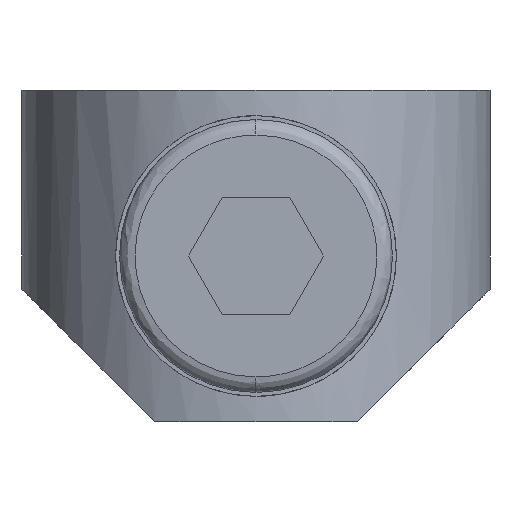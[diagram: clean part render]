
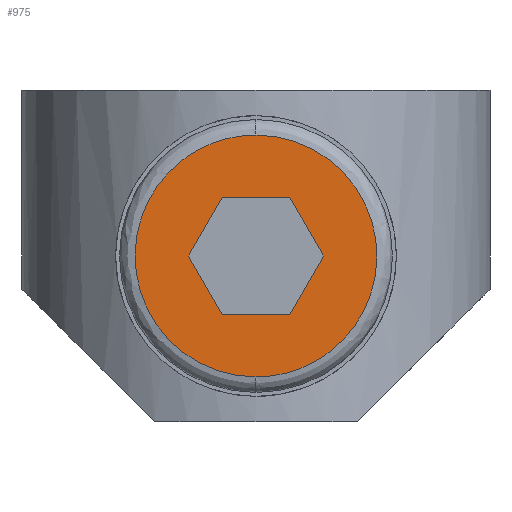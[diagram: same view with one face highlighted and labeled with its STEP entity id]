
A CAD part, front view. The second image highlights one B-rep face of the part: STEP entity #975.
In plain terms, the highlighted planar face has unit normal (0, -1, 0).
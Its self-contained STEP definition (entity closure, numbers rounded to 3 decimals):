
#591 =( BOUNDED_CURVE ( )  B_SPLINE_CURVE ( 3, ( #1083, #1095, #1096, #1097 ),
 .UNSPECIFIED., .F., .F. ) 
 B_SPLINE_CURVE_WITH_KNOTS ( ( 4, 4 ),
 ( 0.25, 0.75 ),
 .UNSPECIFIED. ) 
 CURVE ( )  GEOMETRIC_REPRESENTATION_ITEM ( )  RATIONAL_B_SPLINE_CURVE ( ( 1., 0.333, 0.333, 1. ) ) 
 REPRESENTATION_ITEM ( '' )  );
#615 =( BOUNDED_CURVE ( )  B_SPLINE_CURVE ( 3, ( #3342, #3348, #3349, #3350 ),
 .UNSPECIFIED., .F., .T. ) 
 B_SPLINE_CURVE_WITH_KNOTS ( ( 4, 4 ),
 ( 0.75, 1.25 ),
 .UNSPECIFIED. ) 
 CURVE ( )  GEOMETRIC_REPRESENTATION_ITEM ( )  RATIONAL_B_SPLINE_CURVE ( ( 1., 0.333, 0.333, 1. ) ) 
 REPRESENTATION_ITEM ( '' )  );
#640 = EDGE_CURVE ( 'NONE', #2444, #2377, #591, .T. ) ;
#844 = EDGE_CURVE ( 'NONE', #2389, #2455, #2215, .T. ) ;
#861 = EDGE_CURVE ( 'NONE', #2455, #2385, #2242, .T. ) ;
#864 = EDGE_CURVE ( 'NONE', #2374, #2389, #2240, .T. ) ;
#865 = EDGE_CURVE ( 'NONE', #2385, #2384, #2252, .T. ) ;
#871 = EDGE_CURVE ( 'NONE', #2384, #2386, #2257, .T. ) ;
#875 = EDGE_CURVE ( 'NONE', #2386, #2374, #2270, .T. ) ;
#975 = ADVANCED_FACE ( 'NONE', ( #3144, #3147 ), #3306, .T. ) ;
#1083 = CARTESIAN_POINT ( 'NONE',  ( 0., -3., -7.35 ) ) ;
#1095 = CARTESIAN_POINT ( 'NONE',  ( -6.2, -3., -7.35 ) ) ;
#1096 = CARTESIAN_POINT ( 'NONE',  ( -6.2, -3., -1.15 ) ) ;
#1097 = CARTESIAN_POINT ( 'NONE',  ( 0., -3., -1.15 ) ) ;
#1601 = EDGE_CURVE ( 'NONE', #2377, #2444, #615, .T. ) ;
#1782 = AXIS2_PLACEMENT_3D ( 'NONE', #3305, #3307, #3308 ) ;
#1897 = ORIENTED_EDGE ( 'NONE', *, *, #844, .T. ) ;
#1898 = ORIENTED_EDGE ( 'NONE', *, *, #861, .T. ) ;
#1899 = ORIENTED_EDGE ( 'NONE', *, *, #865, .T. ) ;
#1900 = ORIENTED_EDGE ( 'NONE', *, *, #871, .T. ) ;
#1901 = ORIENTED_EDGE ( 'NONE', *, *, #875, .T. ) ;
#1902 = ORIENTED_EDGE ( 'NONE', *, *, #864, .T. ) ;
#1903 = ORIENTED_EDGE ( 'NONE', *, *, #1601, .F. ) ;
#1904 = ORIENTED_EDGE ( 'NONE', *, *, #640, .F. ) ;
#1923 = EDGE_LOOP ( 'NONE', ( #1903, #1904 ) ) ;
#1928 = EDGE_LOOP ( 'NONE', ( #1897, #1898, #1899, #1900, #1901, #1902 ) ) ;
#2201 = VECTOR ( 'NONE', #2671, 1000. ) ;
#2215 = LINE ( 'NONE', #2629, #2201 ) ;
#2240 = LINE ( 'NONE', #2714, #2250 ) ;
#2242 = LINE ( 'NONE', #2703, #2244 ) ;
#2244 = VECTOR ( 'NONE', #2711, 1000. ) ;
#2250 = VECTOR ( 'NONE', #2717, 1000. ) ;
#2251 = VECTOR ( 'NONE', #2768, 1000. ) ;
#2252 = LINE ( 'NONE', #2718, #2253 ) ;
#2253 = VECTOR ( 'NONE', #2719, 1000. ) ;
#2257 = LINE ( 'NONE', #2767, #2251 ) ;
#2270 = LINE ( 'NONE', #2775, #2271 ) ;
#2271 = VECTOR ( 'NONE', #2776, 1000. ) ;
#2374 = VERTEX_POINT ( 'NONE', #3368 ) ;
#2377 = VERTEX_POINT ( 'NONE', #3370 ) ;
#2384 = VERTEX_POINT ( 'NONE', #3374 ) ;
#2385 = VERTEX_POINT ( 'NONE', #3360 ) ;
#2386 = VERTEX_POINT ( 'NONE', #3375 ) ;
#2389 = VERTEX_POINT ( 'NONE', #3378 ) ;
#2444 = VERTEX_POINT ( 'NONE', #3425 ) ;
#2455 = VERTEX_POINT ( 'NONE', #3436 ) ;
#2629 = CARTESIAN_POINT ( 'NONE',  ( 1.732, -3., -4.25 ) ) ;
#2671 = DIRECTION ( 'NONE',  ( -0.5, 0., -0.866 ) ) ;
#2703 = CARTESIAN_POINT ( 'NONE',  ( 0., -3., -5.75 ) ) ;
#2711 = DIRECTION ( 'NONE',  ( -1., 0., 0. ) ) ;
#2714 = CARTESIAN_POINT ( 'NONE',  ( 0.866, -3., -2.75 ) ) ;
#2717 = DIRECTION ( 'NONE',  ( 0.5, 0., -0.866 ) ) ;
#2718 = CARTESIAN_POINT ( 'NONE',  ( -0.866, -3., -5.75 ) ) ;
#2719 = DIRECTION ( 'NONE',  ( -0.5, 0., 0.866 ) ) ;
#2767 = CARTESIAN_POINT ( 'NONE',  ( -1.732, -3., -4.25 ) ) ;
#2768 = DIRECTION ( 'NONE',  ( 0.5, 0., 0.866 ) ) ;
#2775 = CARTESIAN_POINT ( 'NONE',  ( 0., -3., -2.75 ) ) ;
#2776 = DIRECTION ( 'NONE',  ( 1., 0., 0. ) ) ;
#3144 = FACE_BOUND ( 'NONE', #1928, .T. ) ;
#3147 = FACE_OUTER_BOUND ( 'NONE', #1923, .T. ) ;
#3305 = CARTESIAN_POINT ( 'NONE',  ( 0., -3., -4.25 ) ) ;
#3306 = PLANE ( 'NONE',  #1782 ) ;
#3307 = DIRECTION ( 'NONE',  ( 0., -1., 0. ) ) ;
#3308 = DIRECTION ( 'NONE',  ( 0., 0., -1. ) ) ;
#3342 = CARTESIAN_POINT ( 'NONE',  ( 0., -3., -1.15 ) ) ;
#3348 = CARTESIAN_POINT ( 'NONE',  ( 6.2, -3., -1.15 ) ) ;
#3349 = CARTESIAN_POINT ( 'NONE',  ( 6.2, -3., -7.35 ) ) ;
#3350 = CARTESIAN_POINT ( 'NONE',  ( 0., -3., -7.35 ) ) ;
#3360 = CARTESIAN_POINT ( 'NONE',  ( -0.866, -3., -5.75 ) ) ;
#3368 = CARTESIAN_POINT ( 'NONE',  ( 0.866, -3., -2.75 ) ) ;
#3370 = CARTESIAN_POINT ( 'NONE',  ( 0., -3., -1.15 ) ) ;
#3374 = CARTESIAN_POINT ( 'NONE',  ( -1.732, -3., -4.25 ) ) ;
#3375 = CARTESIAN_POINT ( 'NONE',  ( -0.866, -3., -2.75 ) ) ;
#3378 = CARTESIAN_POINT ( 'NONE',  ( 1.732, -3., -4.25 ) ) ;
#3425 = CARTESIAN_POINT ( 'NONE',  ( 0., -3., -7.35 ) ) ;
#3436 = CARTESIAN_POINT ( 'NONE',  ( 0.866, -3., -5.75 ) ) ;
